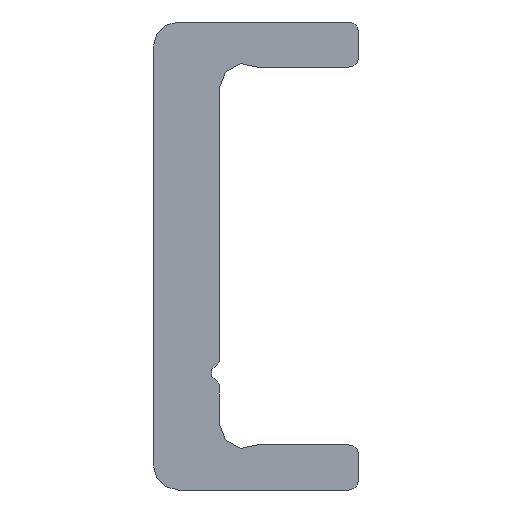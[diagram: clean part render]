
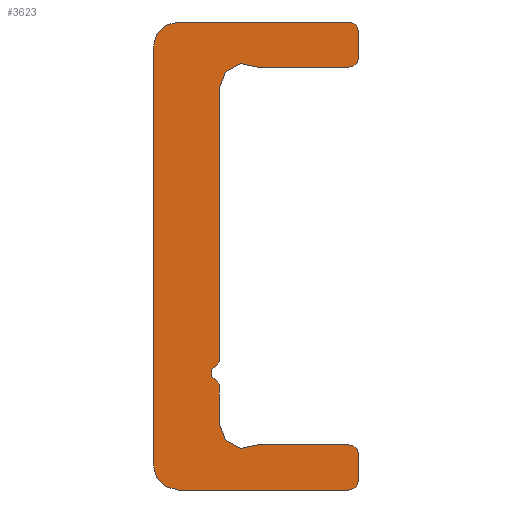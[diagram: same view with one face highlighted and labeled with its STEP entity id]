
A CAD part, left-side view. The second image highlights one B-rep face of the part: STEP entity #3623.
In plain terms, the highlighted planar face has unit normal (-1, 0, 0).
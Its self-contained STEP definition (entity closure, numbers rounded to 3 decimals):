
#2736=CARTESIAN_POINT('',(0.0,-6.15,-13.4));
#2737=VERTEX_POINT('',#2736);
#2744=CARTESIAN_POINT('',(0.0,-5.55,-14.));
#2745=VERTEX_POINT('',#2744);
#2746=CARTESIAN_POINT('',(0.0,-5.55,-13.4));
#2747=DIRECTION('',(1.0,0.0,0.0));
#2748=DIRECTION('',(0.0,-1.0,0.0));
#2749=AXIS2_PLACEMENT_3D('',#2746,#2747,#2748);
#2750=CIRCLE('',#2749,0.6);
#2751=EDGE_CURVE('',#2737,#2745,#2750,.T.);
#2775=CARTESIAN_POINT('',(0.0,-6.15,-11.9));
#2776=VERTEX_POINT('',#2775);
#2783=CARTESIAN_POINT('',(0.0,-6.15,-11.9));
#2784=DIRECTION('',(0.0,0.0,-1.0));
#2785=VECTOR('',#2784,1.5);
#2786=LINE('',#2783,#2785);
#2787=EDGE_CURVE('',#2776,#2737,#2786,.T.);
#2807=CARTESIAN_POINT('',(0.0,-5.55,-11.3));
#2808=VERTEX_POINT('',#2807);
#2815=CARTESIAN_POINT('',(0.0,-5.55,-11.9));
#2816=DIRECTION('',(1.0,0.0,0.0));
#2817=DIRECTION('',(0.0,0.0,1.0));
#2818=AXIS2_PLACEMENT_3D('',#2815,#2816,#2817);
#2819=CIRCLE('',#2818,0.6);
#2820=EDGE_CURVE('',#2808,#2776,#2819,.T.);
#2839=CARTESIAN_POINT('',(0.0,-0.098,-11.3));
#2840=VERTEX_POINT('',#2839);
#2847=CARTESIAN_POINT('',(0.0,-0.098,-11.3));
#2848=DIRECTION('',(0.0,-1.0,0.0));
#2849=VECTOR('',#2848,5.452);
#2850=LINE('',#2847,#2849);
#2851=EDGE_CURVE('',#2840,#2808,#2850,.T.);
#2871=CARTESIAN_POINT('',(0.0,2.2,-10.03));
#2872=VERTEX_POINT('',#2871);
#2879=CARTESIAN_POINT('',(0.0,0.7,-10.03));
#2880=DIRECTION('',(-1.0,0.0,0.0));
#2881=DIRECTION('',(0.0,0.532,0.847));
#2882=AXIS2_PLACEMENT_3D('',#2879,#2880,#2881);
#2883=CIRCLE('',#2882,1.5);
#2884=EDGE_CURVE('',#2872,#2840,#2883,.T.);
#2903=CARTESIAN_POINT('',(0.0,2.2,-7.707));
#2904=VERTEX_POINT('',#2903);
#2911=CARTESIAN_POINT('',(0.0,2.2,-7.707));
#2912=DIRECTION('',(0.0,0.0,-1.0));
#2913=VECTOR('',#2912,2.323);
#2914=LINE('',#2911,#2913);
#2915=EDGE_CURVE('',#2904,#2872,#2914,.T.);
#2935=CARTESIAN_POINT('',(0.0,2.367,-7.471));
#2936=VERTEX_POINT('',#2935);
#2943=CARTESIAN_POINT('',(0.0,2.45,-7.707));
#2944=DIRECTION('',(1.0,0.0,0.0));
#2945=DIRECTION('',(0.0,-0.333,0.943));
#2946=AXIS2_PLACEMENT_3D('',#2943,#2944,#2945);
#2947=CIRCLE('',#2946,0.25);
#2948=EDGE_CURVE('',#2936,#2904,#2947,.T.);
#2968=CARTESIAN_POINT('',(0.0,2.367,-6.529));
#2969=VERTEX_POINT('',#2968);
#2976=CARTESIAN_POINT('',(0.0,2.2,-7.));
#2977=DIRECTION('',(-1.0,0.0,0.0));
#2978=DIRECTION('',(0.0,-0.333,0.943));
#2979=AXIS2_PLACEMENT_3D('',#2976,#2977,#2978);
#2980=CIRCLE('',#2979,0.5);
#2981=EDGE_CURVE('',#2969,#2936,#2980,.T.);
#3001=CARTESIAN_POINT('',(0.0,2.2,-6.293));
#3002=VERTEX_POINT('',#3001);
#3009=CARTESIAN_POINT('',(0.0,2.45,-6.293));
#3010=DIRECTION('',(1.0,0.0,0.0));
#3011=DIRECTION('',(0.0,-1.0,0.0));
#3012=AXIS2_PLACEMENT_3D('',#3009,#3010,#3011);
#3013=CIRCLE('',#3012,0.25);
#3014=EDGE_CURVE('',#3002,#2969,#3013,.T.);
#3033=CARTESIAN_POINT('',(0.0,2.2,10.03));
#3034=VERTEX_POINT('',#3033);
#3041=CARTESIAN_POINT('',(0.0,2.2,10.03));
#3042=DIRECTION('',(0.0,0.0,-1.0));
#3043=VECTOR('',#3042,16.323);
#3044=LINE('',#3041,#3043);
#3045=EDGE_CURVE('',#3034,#3002,#3044,.T.);
#3182=CARTESIAN_POINT('',(0.0,-0.098,11.3));
#3183=VERTEX_POINT('',#3182);
#3190=CARTESIAN_POINT('',(0.0,0.7,10.03));
#3191=DIRECTION('',(-1.0,0.0,0.0));
#3192=DIRECTION('',(0.0,-1.0,0.0));
#3193=AXIS2_PLACEMENT_3D('',#3190,#3191,#3192);
#3194=CIRCLE('',#3193,1.5);
#3195=EDGE_CURVE('',#3183,#3034,#3194,.T.);
#3214=CARTESIAN_POINT('',(0.0,-5.55,11.3));
#3215=VERTEX_POINT('',#3214);
#3222=CARTESIAN_POINT('',(0.0,-5.55,11.3));
#3223=DIRECTION('',(0.0,1.0,0.0));
#3224=VECTOR('',#3223,5.452);
#3225=LINE('',#3222,#3224);
#3226=EDGE_CURVE('',#3215,#3183,#3225,.T.);
#3246=CARTESIAN_POINT('',(0.0,-6.15,11.9));
#3247=VERTEX_POINT('',#3246);
#3254=CARTESIAN_POINT('',(0.0,-5.55,11.9));
#3255=DIRECTION('',(1.0,0.0,0.0));
#3256=DIRECTION('',(0.0,-1.0,0.0));
#3257=AXIS2_PLACEMENT_3D('',#3254,#3255,#3256);
#3258=CIRCLE('',#3257,0.6);
#3259=EDGE_CURVE('',#3247,#3215,#3258,.T.);
#3278=CARTESIAN_POINT('',(0.0,-6.15,13.4));
#3279=VERTEX_POINT('',#3278);
#3286=CARTESIAN_POINT('',(0.0,-6.15,13.4));
#3287=DIRECTION('',(0.0,0.0,-1.0));
#3288=VECTOR('',#3287,1.5);
#3289=LINE('',#3286,#3288);
#3290=EDGE_CURVE('',#3279,#3247,#3289,.T.);
#3310=CARTESIAN_POINT('',(0.0,-5.55,14.));
#3311=VERTEX_POINT('',#3310);
#3318=CARTESIAN_POINT('',(0.0,-5.55,13.4));
#3319=DIRECTION('',(1.0,0.0,0.0));
#3320=DIRECTION('',(0.0,0.0,1.0));
#3321=AXIS2_PLACEMENT_3D('',#3318,#3319,#3320);
#3322=CIRCLE('',#3321,0.6);
#3323=EDGE_CURVE('',#3311,#3279,#3322,.T.);
#3342=CARTESIAN_POINT('',(0.0,4.65,14.));
#3343=VERTEX_POINT('',#3342);
#3350=CARTESIAN_POINT('',(0.0,4.65,14.));
#3351=DIRECTION('',(0.0,-1.0,0.0));
#3352=VECTOR('',#3351,10.2);
#3353=LINE('',#3350,#3352);
#3354=EDGE_CURVE('',#3343,#3311,#3353,.T.);
#3374=CARTESIAN_POINT('',(0.0,6.15,12.5));
#3375=VERTEX_POINT('',#3374);
#3382=CARTESIAN_POINT('',(0.0,4.65,12.5));
#3383=DIRECTION('',(1.0,0.0,0.0));
#3384=DIRECTION('',(0.0,1.0,0.0));
#3385=AXIS2_PLACEMENT_3D('',#3382,#3383,#3384);
#3386=CIRCLE('',#3385,1.5);
#3387=EDGE_CURVE('',#3375,#3343,#3386,.T.);
#3406=CARTESIAN_POINT('',(0.0,6.15,-12.5));
#3407=VERTEX_POINT('',#3406);
#3414=CARTESIAN_POINT('',(0.0,6.15,-12.5));
#3415=DIRECTION('',(0.0,0.0,1.0));
#3416=VECTOR('',#3415,25.);
#3417=LINE('',#3414,#3416);
#3418=EDGE_CURVE('',#3407,#3375,#3417,.T.);
#3555=CARTESIAN_POINT('',(0.0,4.65,-14.));
#3556=VERTEX_POINT('',#3555);
#3563=CARTESIAN_POINT('',(0.0,4.65,-12.5));
#3564=DIRECTION('',(1.0,0.0,0.0));
#3565=DIRECTION('',(0.0,0.0,-1.0));
#3566=AXIS2_PLACEMENT_3D('',#3563,#3564,#3565);
#3567=CIRCLE('',#3566,1.5);
#3568=EDGE_CURVE('',#3556,#3407,#3567,.T.);
#3586=CARTESIAN_POINT('',(0.0,-5.55,-14.));
#3587=DIRECTION('',(0.0,1.0,0.0));
#3588=VECTOR('',#3587,10.2);
#3589=LINE('',#3586,#3588);
#3590=EDGE_CURVE('',#2745,#3556,#3589,.T.);
#3596=CARTESIAN_POINT('',(0.0,1.616,-0.032));
#3597=DIRECTION('',(1.0,0.0,0.0));
#3598=DIRECTION('',(0.0,0.0,-1.0));
#3599=AXIS2_PLACEMENT_3D('',#3596,#3597,#3598);
#3600=PLANE('',#3599);
#3601=ORIENTED_EDGE('',*,*,#3590,.F.);
#3602=ORIENTED_EDGE('',*,*,#2751,.F.);
#3603=ORIENTED_EDGE('',*,*,#2787,.F.);
#3604=ORIENTED_EDGE('',*,*,#2820,.F.);
#3605=ORIENTED_EDGE('',*,*,#2851,.F.);
#3606=ORIENTED_EDGE('',*,*,#2884,.F.);
#3607=ORIENTED_EDGE('',*,*,#2915,.F.);
#3608=ORIENTED_EDGE('',*,*,#2948,.F.);
#3609=ORIENTED_EDGE('',*,*,#2981,.F.);
#3610=ORIENTED_EDGE('',*,*,#3014,.F.);
#3611=ORIENTED_EDGE('',*,*,#3045,.F.);
#3612=ORIENTED_EDGE('',*,*,#3195,.F.);
#3613=ORIENTED_EDGE('',*,*,#3226,.F.);
#3614=ORIENTED_EDGE('',*,*,#3259,.F.);
#3615=ORIENTED_EDGE('',*,*,#3290,.F.);
#3616=ORIENTED_EDGE('',*,*,#3323,.F.);
#3617=ORIENTED_EDGE('',*,*,#3354,.F.);
#3618=ORIENTED_EDGE('',*,*,#3387,.F.);
#3619=ORIENTED_EDGE('',*,*,#3418,.F.);
#3620=ORIENTED_EDGE('',*,*,#3568,.F.);
#3621=EDGE_LOOP('',(#3601,#3602,#3603,#3604,#3605,#3606,#3607,#3608,#3609,#3610,#3611,#3612,#3613,#3614,#3615,#3616,#3617,#3618,#3619,#3620));
#3622=FACE_OUTER_BOUND('',#3621,.T.);
#3623=ADVANCED_FACE('',(#3622),#3600,.F.);
